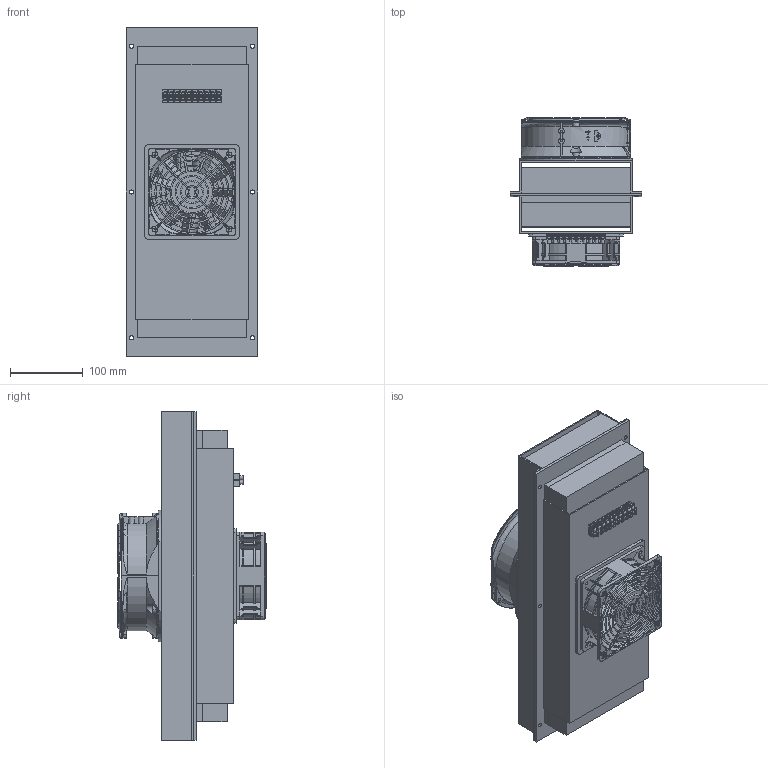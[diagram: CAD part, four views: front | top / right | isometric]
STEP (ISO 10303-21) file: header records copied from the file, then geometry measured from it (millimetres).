
FILE_DESCRIPTION (( 'STEP AP214' ), '1' );
FILE_NAME ('Ïåëüòüå 300Âò.STEP', '2018-10-16T11:33:09', ( '' ), ( '' ), 'SwSTEP 2.0', 'SolidWorks 2016', '' );
FILE_SCHEMA (( 'AUTOMOTIVE_DESIGN' ));
Length unit declared in the file: millimetre
Products named in the file (15): Terminal Block for Peltie; Âåíòèëÿòîð; 200W ïðîêëàäêà ÷åðíûé; 200W 蒻瑣ⅱ 隆; 200W êðûøêà ìàëàÿ; 200W êðûøêà áîëüøàÿ; PFC1224DE-F00; Ðåøåòêà 200W ìàëàÿ; Terminal-Block_Housing; Ïðîêëàäêà ìàëûé âåíò; Ðåø 200W áîëüøàÿ äåòàëü; 200W ïðîêëààäêà áåëûé; Ïåëüòüå 300Âò; 200W ðàäèàòîð áåëûé; Ïðîêëàäêà áîëüøîé âåíò
Assembly tree (14 placements, depth 3):
  Ïåëüòüå 300Âò
    200W êðûøêà áîëüøàÿ
    200W êðûøêà ìàëàÿ
    200W ïðîêëààäêà áåëûé
    200W ïðîêëàäêà ÷åðíûé
    200W ðàäèàòîð áåëûé
    200W 蒻瑣ⅱ 隆
    Âåíòèëÿòîð
    PFC1224DE-F00
    Terminal Block for Peltie
      Terminal-Block_Housing
    Ðåøåòêà 200W ìàëàÿ
    Ðåø 200W áîëüøàÿ äåòàëü
    Ïðîêëàäêà áîëüøîé âåíò
    Ïðîêëàäêà ìàëûé âåíò
Bounding box: 180.8 x 204.03 x 450 mm (x, y, z)
Volume: 6144068.6 mm3; surface area: 1396659.3 mm2
Topology: 14 solids, 14 shells, 2418 faces, 7027 edges, 4565 vertices
Faces by surface type: plane 1055, cylinder 616, bspline 518, torus 192, cone 37
Full cylindrical faces by diameter (mm): 1.8 x14, 2.9 x9, 3.25 x1, 3.3 x2, 3.5 x20, 3.8 x20, 4.2 x8, 4.5 x8, 5.5 x32, 57.6 x1, 69.25 x1, 76.3 x1, 116 x1
Entity records: 172975 total; most frequent: CARTESIAN_POINT 109522, ORIENTED_EDGE 13240, DIRECTION 8368, EDGE_CURVE 6620, VERTEX_POINT 4465, B_SPLINE_CURVE_WITH_KNOTS 3044, EDGE_LOOP 2985, AXIS2_PLACEMENT_3D 2979
